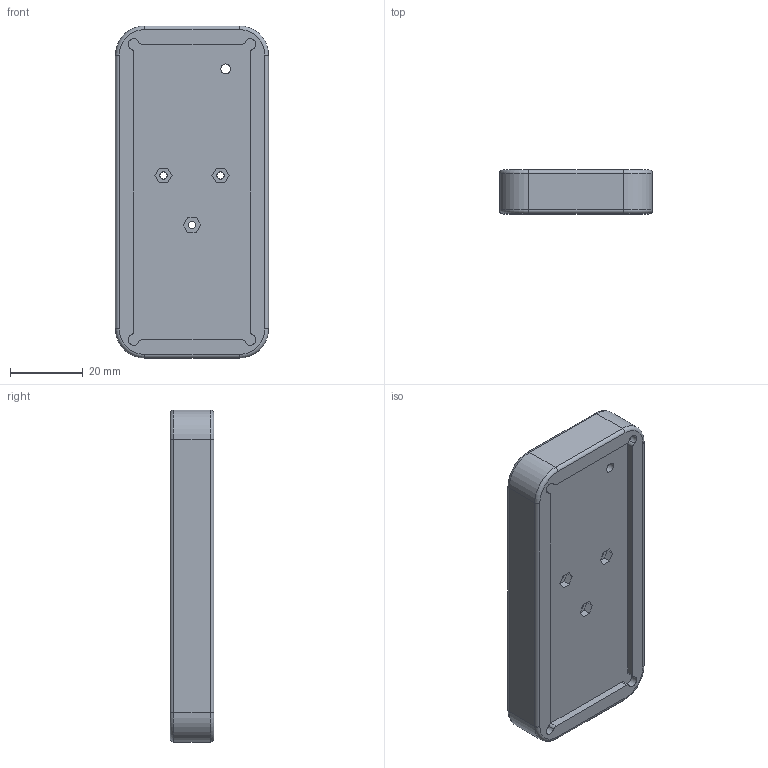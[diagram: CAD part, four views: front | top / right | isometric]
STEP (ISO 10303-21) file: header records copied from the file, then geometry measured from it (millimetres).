
FILE_DESCRIPTION(/* description */ (''),/* implementation_level */ '2;1');
FILE_NAME(/* name */ 'Capot.step',/* time_stamp */ '2022-10-21T16:41:45+02:00',/* author */ (''),/* organization */ (''),/* preprocessor_version */ 'ST-DEVELOPER v19',/* originating_system */ 'Autodesk Translation Framework v11.7.0.108',/* authorisation */ '');
FILE_SCHEMA (('AUTOMOTIVE_DESIGN { 1 0 10303 214 3 1 1 }'));
Length unit declared in the file: millimetre
Products named in the file (1): Capot etanchéité.f3d 
Bounding box: 42.1 x 12 x 91.32 mm (x, y, z)
Volume: 39817.6 mm3; surface area: 11208.8 mm2
Topology: 1 solids, 1 shells, 70 faces, 173 edges, 110 vertices
Faces by surface type: plane 33, cylinder 29, torus 8
Full cylindrical faces by diameter (mm): 2 x3, 2.7 x1, 4.2 x1
Entity records: 2131 total; most frequent: DIRECTION 381, CARTESIAN_POINT 354, ORIENTED_EDGE 346, EDGE_CURVE 173, AXIS2_PLACEMENT_3D 137, VERTEX_POINT 110, LINE 107, VECTOR 107
